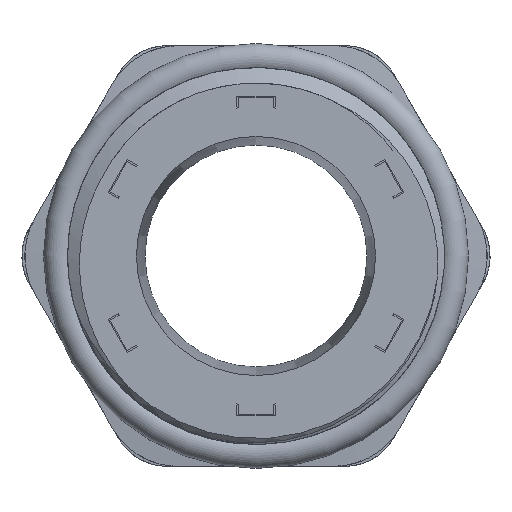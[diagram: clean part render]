
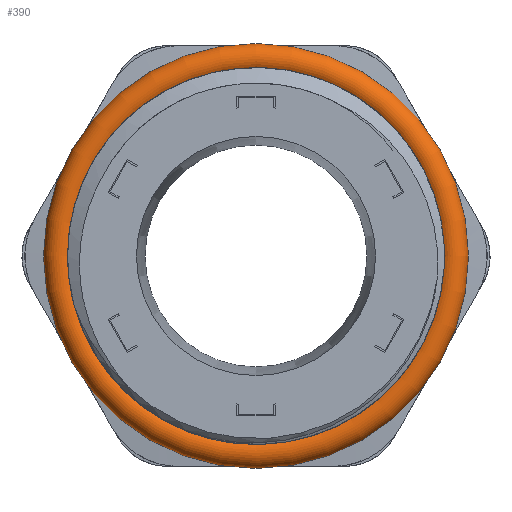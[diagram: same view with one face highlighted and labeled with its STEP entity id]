
A CAD part, front view. The second image highlights one B-rep face of the part: STEP entity #390.
In plain terms, the highlighted toroidal (fillet/blend) face has major radius 10.31 mm and minor radius 0.8 mm.
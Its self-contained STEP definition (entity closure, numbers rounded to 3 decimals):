
#390 = ADVANCED_FACE ( 'NONE', ( ), #6893, .T. ) ;
#6893 = TOROIDAL_SURFACE ( 'NONE', #30121, 10.31, 0.8 ) ;
#7792 = CARTESIAN_POINT ( 'NONE',  ( 0., 7.195, 0. ) ) ;
#20019 = DIRECTION ( 'NONE',  ( 0., -1., 0. ) ) ;
#20237 = DIRECTION ( 'NONE',  ( 0., 0., -1. ) ) ;
#30121 = AXIS2_PLACEMENT_3D ( 'NONE', #7792, #20019, #20237 ) ;
